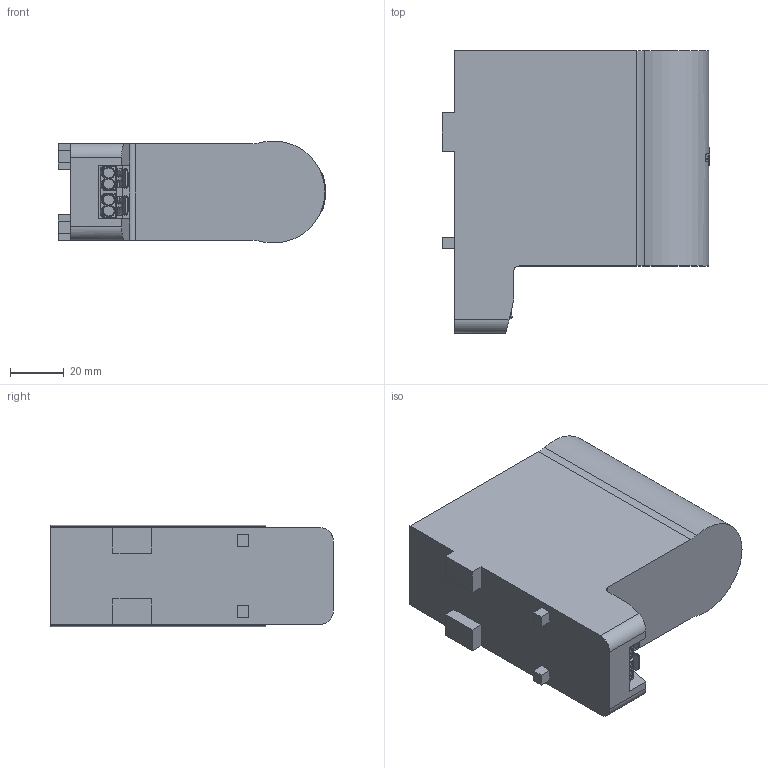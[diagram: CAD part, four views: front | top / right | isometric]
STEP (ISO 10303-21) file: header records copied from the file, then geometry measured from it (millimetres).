
FILE_DESCRIPTION (( 'STEP AP214' ), '1' );
FILE_NAME ('STEP_LTS064_1.STEP', '2022-11-02T08:01:58', ( '' ), ( '' ), 'SwSTEP 2.0', 'SolidWorks 2022', '' );
FILE_SCHEMA (( 'AUTOMOTIVE_DESIGN' ));
Length unit declared in the file: millimetre
Products named in the file (1): STEP_LTS064_1
Bounding box: 99.3 x 105 x 37.89 mm (x, y, z)
Volume: 275242.2 mm3; surface area: 34825.8 mm2
Topology: 1 solids, 1 shells, 428 faces, 1184 edges, 773 vertices
Faces by surface type: plane 216, bspline 110, cylinder 102
Entity records: 19325 total; most frequent: CARTESIAN_POINT 9397, ORIENTED_EDGE 2368, DIRECTION 1640, EDGE_CURVE 1184, VERTEX_POINT 773, VECTOR 598, LINE 598, AXIS2_PLACEMENT_3D 521
